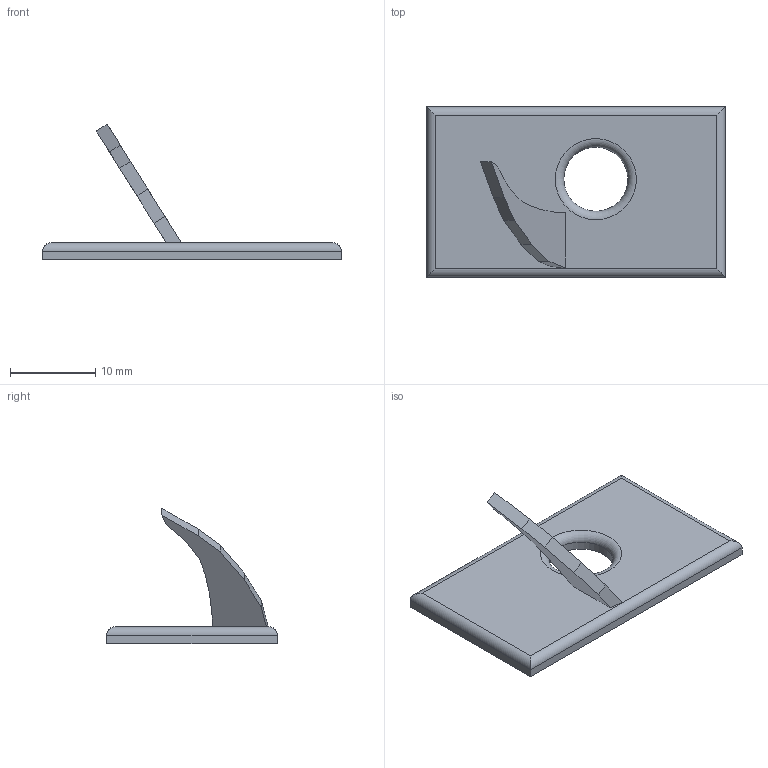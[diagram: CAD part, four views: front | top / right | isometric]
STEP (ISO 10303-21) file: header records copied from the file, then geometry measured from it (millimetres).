
FILE_DESCRIPTION(('FreeCAD Model'),'2;1');
FILE_NAME('Open CASCADE Shape Model','2022-07-17T13:50:04',('Author'),( ''),'Open CASCADE STEP processor 7.5','FreeCAD','Unknown');
FILE_SCHEMA(('AUTOMOTIVE_DESIGN { 1 0 10303 214 1 1 1 1 }'));
Length unit declared in the file: millimetre
Products named in the file (1): Arrow Rest
Bounding box: 35 x 20 x 15.9 mm (x, y, z)
Volume: 1375.7 mm3; surface area: 1691.2 mm2
Topology: 1 solids, 1 shells, 26 faces, 64 edges, 41 vertices
Faces by surface type: plane 20, cylinder 5, torus 1
Full cylindrical faces by diameter (mm): 7.5 x1
Entity records: 1650 total; most frequent: CARTESIAN_POINT 338, DIRECTION 234, LINE 164, VECTOR 164, ORIENTED_EDGE 128, PCURVE 128, DEFINITIONAL_REPRESENTATION 128, EDGE_CURVE 64
